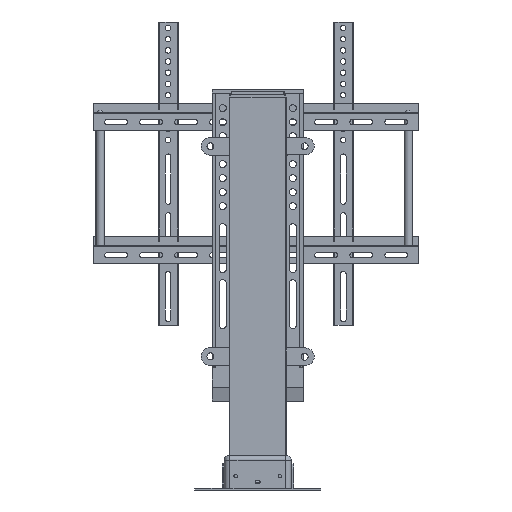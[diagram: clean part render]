
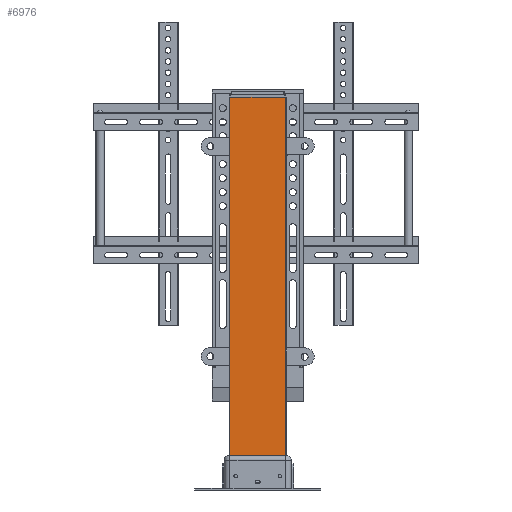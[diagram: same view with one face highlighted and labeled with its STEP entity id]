
A CAD part, left-side view. The second image highlights one B-rep face of the part: STEP entity #6976.
In plain terms, the highlighted planar face has unit normal (-1, 0, 0).
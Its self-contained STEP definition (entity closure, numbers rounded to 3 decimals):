
#5722 = PLANE('',#5723);
#5723 = AXIS2_PLACEMENT_3D('',#5724,#5725,#5726);
#5724 = CARTESIAN_POINT('',(-91.4,-234.,317.464));
#5725 = DIRECTION('',(0.,0.,-1.));
#5726 = DIRECTION('',(1.,0.,0.));
#6118 = VERTEX_POINT('',#6119);
#6119 = CARTESIAN_POINT('',(-91.4,-224.5,317.464));
#6134 = CYLINDRICAL_SURFACE('',#6135,1.);
#6135 = AXIS2_PLACEMENT_3D('',#6136,#6137,#6138);
#6136 = CARTESIAN_POINT('',(-90.4,-224.5,-196.056));
#6137 = DIRECTION('',(0.,0.,1.));
#6138 = DIRECTION('',(0.,-1.,0.));
#6146 = EDGE_CURVE('',#6118,#6147,#6149,.T.);
#6147 = VERTEX_POINT('',#6148);
#6148 = CARTESIAN_POINT('',(-91.4,-145.,317.464));
#6149 = SURFACE_CURVE('',#6150,(#6154,#6161),.PCURVE_S1.);
#6150 = LINE('',#6151,#6152);
#6151 = CARTESIAN_POINT('',(-91.4,-234.,317.464));
#6152 = VECTOR('',#6153,1.);
#6153 = DIRECTION('',(0.,1.,0.));
#6154 = PCURVE('',#5722,#6155);
#6155 = DEFINITIONAL_REPRESENTATION('',(#6156),#6160);
#6156 = LINE('',#6157,#6158);
#6157 = CARTESIAN_POINT('',(0.,0.));
#6158 = VECTOR('',#6159,1.);
#6159 = DIRECTION('',(0.,-1.));
#6160 = ( GEOMETRIC_REPRESENTATION_CONTEXT(2) 
PARAMETRIC_REPRESENTATION_CONTEXT() REPRESENTATION_CONTEXT('2D SPACE',''
  ) );
#6161 = PCURVE('',#6162,#6167);
#6162 = PLANE('',#6163);
#6163 = AXIS2_PLACEMENT_3D('',#6164,#6165,#6166);
#6164 = CARTESIAN_POINT('',(-91.4,-234.,-242.536));
#6165 = DIRECTION('',(1.,0.,0.));
#6166 = DIRECTION('',(0.,0.,1.));
#6167 = DEFINITIONAL_REPRESENTATION('',(#6168),#6172);
#6168 = LINE('',#6169,#6170);
#6169 = CARTESIAN_POINT('',(560.,0.));
#6170 = VECTOR('',#6171,1.);
#6171 = DIRECTION('',(0.,-1.));
#6172 = ( GEOMETRIC_REPRESENTATION_CONTEXT(2) 
PARAMETRIC_REPRESENTATION_CONTEXT() REPRESENTATION_CONTEXT('2D SPACE',''
  ) );
#6191 = CYLINDRICAL_SURFACE('',#6192,1.);
#6192 = AXIS2_PLACEMENT_3D('',#6193,#6194,#6195);
#6193 = CARTESIAN_POINT('',(-90.4,-145.,-196.056));
#6194 = DIRECTION('',(0.,0.,1.));
#6195 = DIRECTION('',(-1.,0.,0.));
#6389 = PLANE('',#6390);
#6390 = AXIS2_PLACEMENT_3D('',#6391,#6392,#6393);
#6391 = CARTESIAN_POINT('',(-10.,-185.,-194.536));
#6392 = DIRECTION('',(0.,0.,-1.));
#6393 = DIRECTION('',(1.,0.,0.));
#6873 = VERTEX_POINT('',#6874);
#6874 = CARTESIAN_POINT('',(-91.4,-224.5,-194.536));
#6956 = EDGE_CURVE('',#6873,#6118,#6957,.T.);
#6957 = SURFACE_CURVE('',#6958,(#6962,#6969),.PCURVE_S1.);
#6958 = LINE('',#6959,#6960);
#6959 = CARTESIAN_POINT('',(-91.4,-224.5,-196.056));
#6960 = VECTOR('',#6961,1.);
#6961 = DIRECTION('',(0.,0.,1.));
#6962 = PCURVE('',#6134,#6963);
#6963 = DEFINITIONAL_REPRESENTATION('',(#6964),#6968);
#6964 = LINE('',#6965,#6966);
#6965 = CARTESIAN_POINT('',(4.712,0.));
#6966 = VECTOR('',#6967,1.);
#6967 = DIRECTION('',(0.,1.));
#6968 = ( GEOMETRIC_REPRESENTATION_CONTEXT(2) 
PARAMETRIC_REPRESENTATION_CONTEXT() REPRESENTATION_CONTEXT('2D SPACE',''
  ) );
#6969 = PCURVE('',#6162,#6970);
#6970 = DEFINITIONAL_REPRESENTATION('',(#6971),#6975);
#6971 = LINE('',#6972,#6973);
#6972 = CARTESIAN_POINT('',(46.48,-9.5));
#6973 = VECTOR('',#6974,1.);
#6974 = DIRECTION('',(1.,0.));
#6975 = ( GEOMETRIC_REPRESENTATION_CONTEXT(2) 
PARAMETRIC_REPRESENTATION_CONTEXT() REPRESENTATION_CONTEXT('2D SPACE',''
  ) );
#6976 = ADVANCED_FACE('',(#6977),#6162,.F.);
#6977 = FACE_BOUND('',#6978,.F.);
#6978 = EDGE_LOOP('',(#6979,#6980,#6981,#7004));
#6979 = ORIENTED_EDGE('',*,*,#6146,.F.);
#6980 = ORIENTED_EDGE('',*,*,#6956,.F.);
#6981 = ORIENTED_EDGE('',*,*,#6982,.T.);
#6982 = EDGE_CURVE('',#6873,#6983,#6985,.T.);
#6983 = VERTEX_POINT('',#6984);
#6984 = CARTESIAN_POINT('',(-91.4,-145.,-194.536));
#6985 = SURFACE_CURVE('',#6986,(#6990,#6997),.PCURVE_S1.);
#6986 = LINE('',#6987,#6988);
#6987 = CARTESIAN_POINT('',(-91.4,-209.5,-194.536));
#6988 = VECTOR('',#6989,1.);
#6989 = DIRECTION('',(0.,1.,0.));
#6990 = PCURVE('',#6162,#6991);
#6991 = DEFINITIONAL_REPRESENTATION('',(#6992),#6996);
#6992 = LINE('',#6993,#6994);
#6993 = CARTESIAN_POINT('',(48.,-24.5));
#6994 = VECTOR('',#6995,1.);
#6995 = DIRECTION('',(0.,-1.));
#6996 = ( GEOMETRIC_REPRESENTATION_CONTEXT(2) 
PARAMETRIC_REPRESENTATION_CONTEXT() REPRESENTATION_CONTEXT('2D SPACE',''
  ) );
#6997 = PCURVE('',#6389,#6998);
#6998 = DEFINITIONAL_REPRESENTATION('',(#6999),#7003);
#6999 = LINE('',#7000,#7001);
#7000 = CARTESIAN_POINT('',(-81.4,24.5));
#7001 = VECTOR('',#7002,1.);
#7002 = DIRECTION('',(0.,-1.));
#7003 = ( GEOMETRIC_REPRESENTATION_CONTEXT(2) 
PARAMETRIC_REPRESENTATION_CONTEXT() REPRESENTATION_CONTEXT('2D SPACE',''
  ) );
#7004 = ORIENTED_EDGE('',*,*,#7005,.T.);
#7005 = EDGE_CURVE('',#6983,#6147,#7006,.T.);
#7006 = SURFACE_CURVE('',#7007,(#7011,#7018),.PCURVE_S1.);
#7007 = LINE('',#7008,#7009);
#7008 = CARTESIAN_POINT('',(-91.4,-145.,-196.056));
#7009 = VECTOR('',#7010,1.);
#7010 = DIRECTION('',(0.,0.,1.));
#7011 = PCURVE('',#6162,#7012);
#7012 = DEFINITIONAL_REPRESENTATION('',(#7013),#7017);
#7013 = LINE('',#7014,#7015);
#7014 = CARTESIAN_POINT('',(46.48,-89.));
#7015 = VECTOR('',#7016,1.);
#7016 = DIRECTION('',(1.,0.));
#7017 = ( GEOMETRIC_REPRESENTATION_CONTEXT(2) 
PARAMETRIC_REPRESENTATION_CONTEXT() REPRESENTATION_CONTEXT('2D SPACE',''
  ) );
#7018 = PCURVE('',#6191,#7019);
#7019 = DEFINITIONAL_REPRESENTATION('',(#7020),#7024);
#7020 = LINE('',#7021,#7022);
#7021 = CARTESIAN_POINT('',(6.283,0.));
#7022 = VECTOR('',#7023,1.);
#7023 = DIRECTION('',(0.,1.));
#7024 = ( GEOMETRIC_REPRESENTATION_CONTEXT(2) 
PARAMETRIC_REPRESENTATION_CONTEXT() REPRESENTATION_CONTEXT('2D SPACE',''
  ) );
